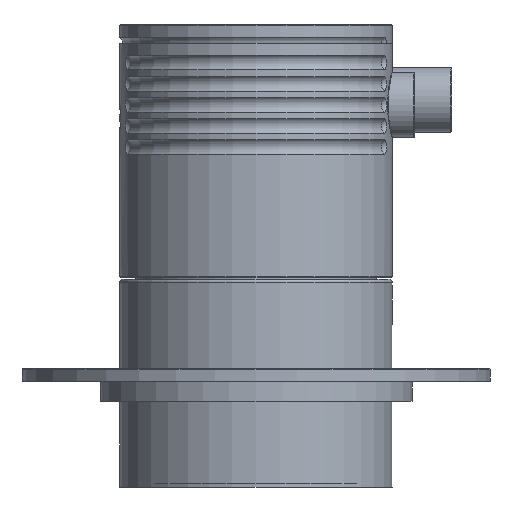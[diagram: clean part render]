
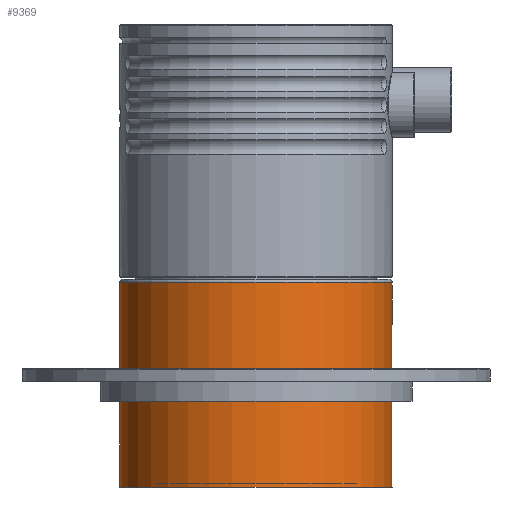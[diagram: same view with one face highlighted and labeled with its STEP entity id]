
A CAD part, left-side view. The second image highlights one B-rep face of the part: STEP entity #9369.
In plain terms, the highlighted cylindrical face has radius 21 mm (diameter 42 mm), a full revolution.
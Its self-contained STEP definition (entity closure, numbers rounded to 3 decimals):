
#941=LINE('',#13546,#1330);
#942=LINE('',#13551,#1331);
#1330=VECTOR('',#11099,1000.);
#1331=VECTOR('',#11102,1000.);
#1719=ORIENTED_EDGE('',*,*,#3865,.T.);
#1720=ORIENTED_EDGE('',*,*,#3866,.T.);
#1721=ORIENTED_EDGE('',*,*,#3867,.T.);
#1722=ORIENTED_EDGE('',*,*,#3868,.T.);
#1723=ORIENTED_EDGE('',*,*,#3869,.T.);
#1724=ORIENTED_EDGE('',*,*,#3870,.F.);
#3865=EDGE_CURVE('',#4938,#4938,#5718,.T.);
#3866=EDGE_CURVE('',#4939,#4939,#5719,.T.);
#3867=EDGE_CURVE('',#4940,#4941,#941,.T.);
#3868=EDGE_CURVE('',#4941,#4942,#5720,.F.);
#3869=EDGE_CURVE('',#4942,#4943,#942,.F.);
#3870=EDGE_CURVE('',#4940,#4943,#5721,.F.);
#4938=VERTEX_POINT('',#13543);
#4939=VERTEX_POINT('',#13545);
#4940=VERTEX_POINT('',#13547);
#4941=VERTEX_POINT('',#13548);
#4942=VERTEX_POINT('',#13550);
#4943=VERTEX_POINT('',#13552);
#5718=CIRCLE('',#10063,21.);
#5719=CIRCLE('',#10064,21.);
#5720=CIRCLE('',#10065,21.);
#5721=CIRCLE('',#10066,21.);
#6152=EDGE_LOOP('',(#1719));
#6153=EDGE_LOOP('',(#1720));
#6154=EDGE_LOOP('',(#1721,#1722,#1723,#1724));
#7060=FACE_BOUND('',#6152,.T.);
#7061=FACE_BOUND('',#6153,.T.);
#7062=FACE_BOUND('',#6154,.T.);
#7975=CYLINDRICAL_SURFACE('',#10062,21.);
#9369=ADVANCED_FACE('',(#7060,#7061,#7062),#7975,.T.);
#10062=AXIS2_PLACEMENT_3D('',#13541,#11093,#11094);
#10063=AXIS2_PLACEMENT_3D('',#13542,#11095,#11096);
#10064=AXIS2_PLACEMENT_3D('',#13544,#11097,#11098);
#10065=AXIS2_PLACEMENT_3D('',#13549,#11100,#11101);
#10066=AXIS2_PLACEMENT_3D('',#13553,#11103,#11104);
#11093=DIRECTION('',(0.,-1.,0.));
#11094=DIRECTION('',(0.,0.,-1.));
#11095=DIRECTION('',(0.,1.,0.));
#11096=DIRECTION('',(0.,0.,1.));
#11097=DIRECTION('',(0.,-1.,0.));
#11098=DIRECTION('',(0.,0.,1.));
#11099=DIRECTION('',(0.,-1.,0.));
#11100=DIRECTION('',(0.,1.,0.));
#11101=DIRECTION('',(0.,0.,1.));
#11102=DIRECTION('',(0.,-1.,0.));
#11103=DIRECTION('',(0.,1.,0.));
#11104=DIRECTION('',(0.,0.,1.));
#13541=CARTESIAN_POINT('',(0.,32.,0.));
#13542=CARTESIAN_POINT('',(0.,0.,0.));
#13543=CARTESIAN_POINT('',(0.,0.,21.));
#13544=CARTESIAN_POINT('',(0.,31.5,0.));
#13545=CARTESIAN_POINT('',(0.,31.5,21.));
#13546=CARTESIAN_POINT('',(20.994,32.,-0.5));
#13547=CARTESIAN_POINT('',(20.994,31.,-0.5));
#13548=CARTESIAN_POINT('',(20.994,25.,-0.5));
#13549=CARTESIAN_POINT('',(0.,25.,0.));
#13550=CARTESIAN_POINT('',(20.994,25.,0.5));
#13551=CARTESIAN_POINT('',(20.994,32.,0.5));
#13552=CARTESIAN_POINT('',(20.994,31.,0.5));
#13553=CARTESIAN_POINT('',(0.,31.,0.));
